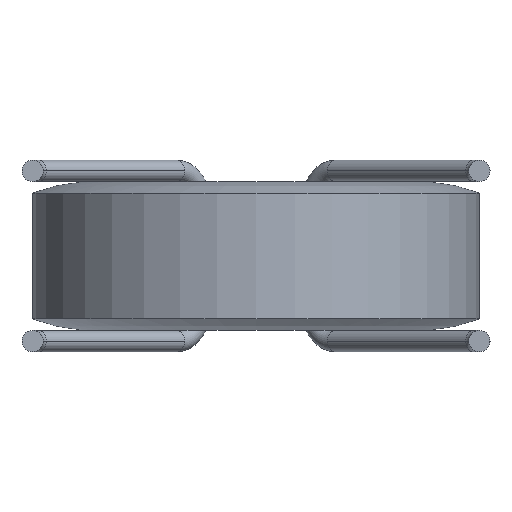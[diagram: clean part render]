
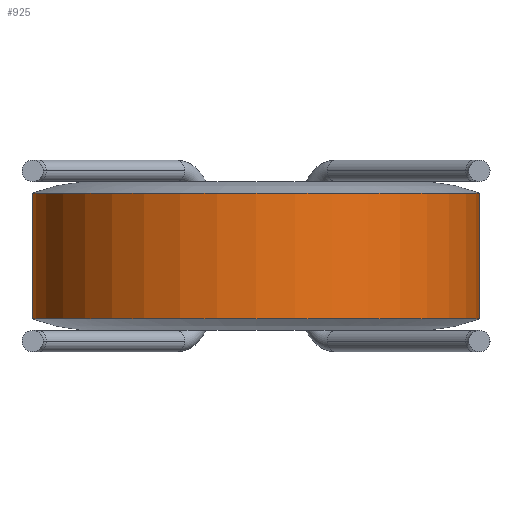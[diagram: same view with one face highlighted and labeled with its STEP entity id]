
A CAD part, front view. The second image highlights one B-rep face of the part: STEP entity #925.
In plain terms, the highlighted cylindrical face has radius 10.5 mm (diameter 21 mm), a partial arc.
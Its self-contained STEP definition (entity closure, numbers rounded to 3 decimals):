
#75 = CARTESIAN_POINT ( 'NONE',  ( 0., 0., 2.958 ) ) ;
#128 = DIRECTION ( 'NONE',  ( 0., 0., -1. ) ) ;
#191 = DIRECTION ( 'NONE',  ( -1., 0., 0. ) ) ;
#222 = EDGE_CURVE ( 'NONE', #309, #324, #862, .T. ) ;
#238 = VECTOR ( 'NONE', #128, 1000. ) ;
#301 = VECTOR ( 'NONE', #652, 1000. ) ;
#309 = VERTEX_POINT ( 'NONE', #953 ) ;
#324 = VERTEX_POINT ( 'NONE', #848 ) ;
#486 = CARTESIAN_POINT ( 'NONE',  ( 10.5, 0., -4.308 ) ) ;
#551 = AXIS2_PLACEMENT_3D ( 'NONE', #75, #885, #191 ) ;
#596 = CYLINDRICAL_SURFACE ( 'NONE', #1022, 10.5 ) ;
#620 = ORIENTED_EDGE ( 'NONE', *, *, #946, .T. ) ;
#652 = DIRECTION ( 'NONE',  ( 0., 0., -1. ) ) ;
#666 = CARTESIAN_POINT ( 'NONE',  ( 0., 0., -2.958 ) ) ;
#691 = EDGE_LOOP ( 'NONE', ( #1064, #724, #620, #1462 ) ) ;
#724 = ORIENTED_EDGE ( 'NONE', *, *, #1405, .T. ) ;
#757 = DIRECTION ( 'NONE',  ( -1., 0., 0. ) ) ;
#776 = DIRECTION ( 'NONE',  ( -1., 0., 0. ) ) ;
#831 = CIRCLE ( 'NONE', #1391, 10.5 ) ;
#848 = CARTESIAN_POINT ( 'NONE',  ( 10.5, 0., -2.958 ) ) ;
#862 = LINE ( 'NONE', #486, #238 ) ;
#885 = DIRECTION ( 'NONE',  ( 0., 0., -1. ) ) ;
#925 = ADVANCED_FACE ( 'NONE', ( #936 ), #596, .T. ) ;
#936 = FACE_OUTER_BOUND ( 'NONE', #691, .T. ) ;
#946 = EDGE_CURVE ( 'NONE', #1373, #1243, #1215, .T. ) ;
#953 = CARTESIAN_POINT ( 'NONE',  ( 10.5, 0., 2.958 ) ) ;
#986 = CARTESIAN_POINT ( 'NONE',  ( -10.5, 0., 2.958 ) ) ;
#1022 = AXIS2_PLACEMENT_3D ( 'NONE', #1208, #1322, #757 ) ;
#1033 = EDGE_CURVE ( 'NONE', #324, #1243, #831, .T. ) ;
#1064 = ORIENTED_EDGE ( 'NONE', *, *, #222, .F. ) ;
#1132 = CIRCLE ( 'NONE', #551, 10.5 ) ;
#1179 = CARTESIAN_POINT ( 'NONE',  ( -10.5, 0., -2.958 ) ) ;
#1208 = CARTESIAN_POINT ( 'NONE',  ( 0., 0., -4.308 ) ) ;
#1215 = LINE ( 'NONE', #1327, #301 ) ;
#1243 = VERTEX_POINT ( 'NONE', #1179 ) ;
#1322 = DIRECTION ( 'NONE',  ( 0., 0., -1. ) ) ;
#1327 = CARTESIAN_POINT ( 'NONE',  ( -10.5, 0., -4.308 ) ) ;
#1373 = VERTEX_POINT ( 'NONE', #986 ) ;
#1391 = AXIS2_PLACEMENT_3D ( 'NONE', #666, #1449, #776 ) ;
#1405 = EDGE_CURVE ( 'NONE', #309, #1373, #1132, .T. ) ;
#1449 = DIRECTION ( 'NONE',  ( 0., 0., -1. ) ) ;
#1462 = ORIENTED_EDGE ( 'NONE', *, *, #1033, .F. ) ;
